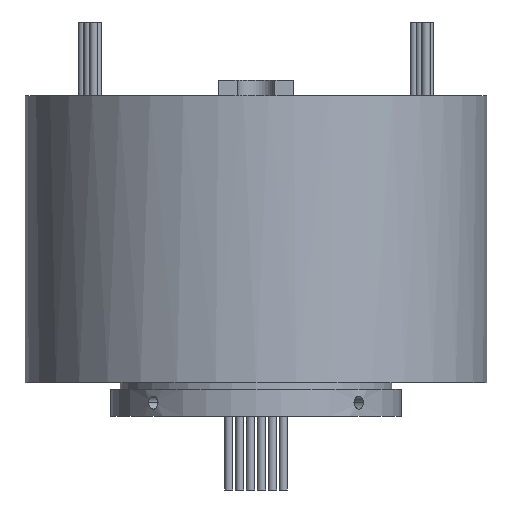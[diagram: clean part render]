
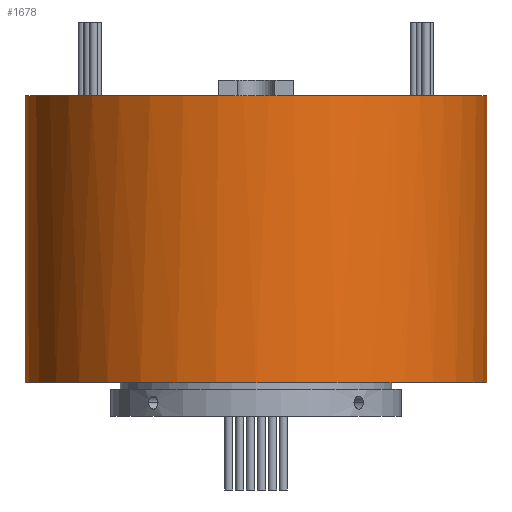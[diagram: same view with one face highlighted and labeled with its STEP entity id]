
A CAD part, front view. The second image highlights one B-rep face of the part: STEP entity #1678.
In plain terms, the highlighted cylindrical face has radius 59.5 mm (diameter 119 mm), a partial arc.
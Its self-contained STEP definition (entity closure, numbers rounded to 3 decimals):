
#42 = CIRCLE ( 'NONE', #3436, 59.5 ) ;
#157 = ORIENTED_EDGE ( 'NONE', *, *, #3751, .F. ) ;
#237 = DIRECTION ( 'NONE',  ( 0., 0., 1. ) ) ;
#294 = DIRECTION ( 'NONE',  ( 1., 0., 0. ) ) ;
#406 = DIRECTION ( 'NONE',  ( 0., 0., -1. ) ) ;
#620 = AXIS2_PLACEMENT_3D ( 'NONE', #5773, #3030, #294 ) ;
#656 = ORIENTED_EDGE ( 'NONE', *, *, #1601, .F. ) ;
#762 = VECTOR ( 'NONE', #2637, 1000. ) ;
#836 = CYLINDRICAL_SURFACE ( 'NONE', #5815, 59.5 ) ;
#863 = CARTESIAN_POINT ( 'NONE',  ( 9.75, -58.696, 82.6 ) ) ;
#1441 = CARTESIAN_POINT ( 'NONE',  ( -59.5, 0., 82.6 ) ) ;
#1601 = EDGE_CURVE ( 'NONE', #2124, #5782, #4950, .T. ) ;
#1678 = ADVANCED_FACE ( 'NONE', ( #5709 ), #836, .T. ) ;
#1762 = CARTESIAN_POINT ( 'NONE',  ( -9.75, -58.696, 82.6 ) ) ;
#1858 = VERTEX_POINT ( 'NONE', #1441 ) ;
#1887 = CARTESIAN_POINT ( 'NONE',  ( 59.5, 0., 82.6 ) ) ;
#2021 = EDGE_CURVE ( 'NONE', #1858, #5308, #4454, .T. ) ;
#2093 = CARTESIAN_POINT ( 'NONE',  ( 0., 0., 8.6 ) ) ;
#2124 = VERTEX_POINT ( 'NONE', #863 ) ;
#2168 = CARTESIAN_POINT ( 'NONE',  ( -59.5, 0., 82.6 ) ) ;
#2177 = CARTESIAN_POINT ( 'NONE',  ( 0., 0., 82.6 ) ) ;
#2237 = DIRECTION ( 'NONE',  ( -1., 0., 0. ) ) ;
#2318 = ORIENTED_EDGE ( 'NONE', *, *, #3292, .F. ) ;
#2385 = CIRCLE ( 'NONE', #3735, 59.5 ) ;
#2492 = VERTEX_POINT ( 'NONE', #1762 ) ;
#2521 = DIRECTION ( 'NONE',  ( 0., 0., -1. ) ) ;
#2566 = DIRECTION ( 'NONE',  ( 1., 0., 0. ) ) ;
#2637 = DIRECTION ( 'NONE',  ( 0., 0., -1. ) ) ;
#2646 = DIRECTION ( 'NONE',  ( 1., 0., 0. ) ) ;
#2647 = LINE ( 'NONE', #5719, #5086 ) ;
#2976 = CARTESIAN_POINT ( 'NONE',  ( 0., 0., 82.6 ) ) ;
#3030 = DIRECTION ( 'NONE',  ( 0., 0., 1. ) ) ;
#3173 = EDGE_CURVE ( 'NONE', #5308, #3356, #3926, .T. ) ;
#3292 = EDGE_CURVE ( 'NONE', #2492, #2124, #2385, .T. ) ;
#3356 = VERTEX_POINT ( 'NONE', #4222 ) ;
#3434 = DIRECTION ( 'NONE',  ( 1., 0., 0. ) ) ;
#3436 = AXIS2_PLACEMENT_3D ( 'NONE', #2976, #237, #3434 ) ;
#3735 = AXIS2_PLACEMENT_3D ( 'NONE', #2177, #5384, #2646 ) ;
#3751 = EDGE_CURVE ( 'NONE', #5782, #3356, #2647, .T. ) ;
#3825 = EDGE_LOOP ( 'NONE', ( #157, #656, #2318, #4907, #5739, #4760 ) ) ;
#3926 = CIRCLE ( 'NONE', #4586, 59.5 ) ;
#4222 = CARTESIAN_POINT ( 'NONE',  ( 59.5, 0., 8.6 ) ) ;
#4454 = LINE ( 'NONE', #2168, #762 ) ;
#4586 = AXIS2_PLACEMENT_3D ( 'NONE', #2093, #5317, #2566 ) ;
#4760 = ORIENTED_EDGE ( 'NONE', *, *, #3173, .T. ) ;
#4900 = CARTESIAN_POINT ( 'NONE',  ( -59.5, 0., 8.6 ) ) ;
#4907 = ORIENTED_EDGE ( 'NONE', *, *, #5205, .F. ) ;
#4950 = CIRCLE ( 'NONE', #620, 59.5 ) ;
#5086 = VECTOR ( 'NONE', #2521, 1000. ) ;
#5205 = EDGE_CURVE ( 'NONE', #1858, #2492, #42, .T. ) ;
#5308 = VERTEX_POINT ( 'NONE', #4900 ) ;
#5317 = DIRECTION ( 'NONE',  ( 0., 0., 1. ) ) ;
#5384 = DIRECTION ( 'NONE',  ( 0., 0., 1. ) ) ;
#5709 = FACE_OUTER_BOUND ( 'NONE', #3825, .T. ) ;
#5719 = CARTESIAN_POINT ( 'NONE',  ( 59.5, 0., 82.6 ) ) ;
#5739 = ORIENTED_EDGE ( 'NONE', *, *, #2021, .T. ) ;
#5773 = CARTESIAN_POINT ( 'NONE',  ( 0., 0., 82.6 ) ) ;
#5782 = VERTEX_POINT ( 'NONE', #1887 ) ;
#5815 = AXIS2_PLACEMENT_3D ( 'NONE', #5905, #406, #2237 ) ;
#5905 = CARTESIAN_POINT ( 'NONE',  ( 0., 0., 82.6 ) ) ;
